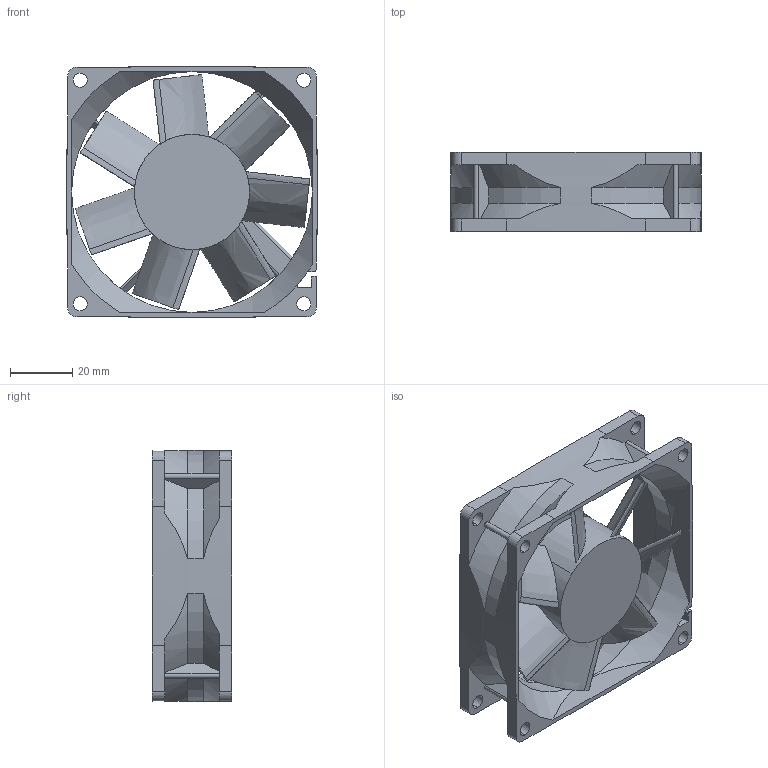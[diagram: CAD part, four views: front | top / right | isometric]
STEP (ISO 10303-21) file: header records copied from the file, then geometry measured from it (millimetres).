
FILE_DESCRIPTION((''),'2;1');
FILE_NAME('410003750011','2020-08-20T',('LIEN.CHEN'),(''),'CREO PARAMETRIC BY PTC INC, 2015080','CREO PARAMETRIC BY PTC INC, 2015080','');
FILE_SCHEMA(('CONFIG_CONTROL_DESIGN'));
Length unit declared in the file: millimetre
Products named in the file (1): 410003750011
Bounding box: 80.26 x 25.4 x 80.39 mm (x, y, z)
Volume: 45788.7 mm3; surface area: 32562.7 mm2
Topology: 2 solids, 2 shells, 253 faces, 720 edges, 471 vertices
Faces by surface type: plane 123, cylinder 74, cone 32, extrusion 14, torus 10
Entity records: 9664 total; most frequent: CARTESIAN_POINT 3007, ORIENTED_EDGE 1440, DIRECTION 1321, EDGE_CURVE 720, AXIS2_PLACEMENT_3D 479, VERTEX_POINT 471, VECTOR 363, LINE 349
